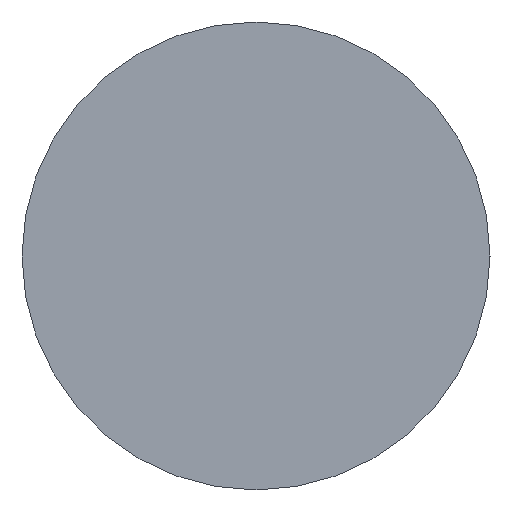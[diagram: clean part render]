
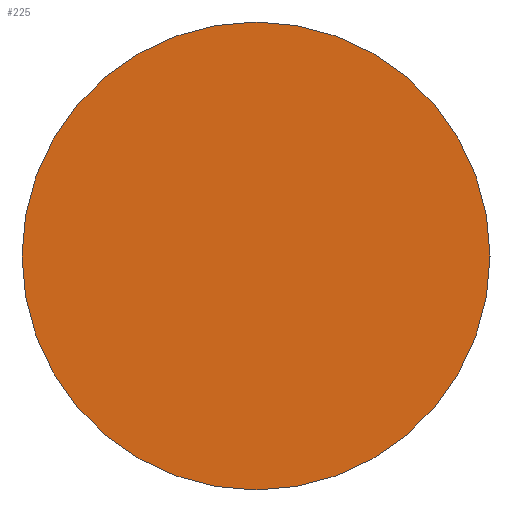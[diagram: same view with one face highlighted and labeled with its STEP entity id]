
A CAD part, left-side view. The second image highlights one B-rep face of the part: STEP entity #225.
In plain terms, the highlighted planar face has unit normal (-1, 0, 0).
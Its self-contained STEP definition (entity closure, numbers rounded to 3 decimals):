
#4 = DIRECTION ( 'NONE',  ( -1., 0., 0. ) ) ;
#42 = EDGE_CURVE ( 'NONE', #363, #85, #125, .T. ) ;
#58 = EDGE_CURVE ( 'NONE', #85, #363, #345, .T. ) ;
#69 = DIRECTION ( 'NONE',  ( 0., 0., -1. ) ) ;
#85 = VERTEX_POINT ( 'NONE', #222 ) ;
#95 = AXIS2_PLACEMENT_3D ( 'NONE', #126, #220, #69 ) ;
#125 = CIRCLE ( 'NONE', #281, 12.7 ) ;
#126 = CARTESIAN_POINT ( 'NONE',  ( 0., 12.7, 0. ) ) ;
#154 = PLANE ( 'NONE',  #95 ) ;
#164 = DIRECTION ( 'NONE',  ( -1., 0., 0. ) ) ;
#195 = DIRECTION ( 'NONE',  ( 0., 0., 1. ) ) ;
#204 = FACE_OUTER_BOUND ( 'NONE', #268, .T. ) ;
#220 = DIRECTION ( 'NONE',  ( 1., 0., 0. ) ) ;
#222 = CARTESIAN_POINT ( 'NONE',  ( 0., 0., 12.7 ) ) ;
#224 = CARTESIAN_POINT ( 'NONE',  ( 0., 0., 0. ) ) ;
#225 = ADVANCED_FACE ( 'NONE', ( #204 ), #154, .F. ) ;
#268 = EDGE_LOOP ( 'NONE', ( #323, #354 ) ) ;
#281 = AXIS2_PLACEMENT_3D ( 'NONE', #378, #164, #341 ) ;
#311 = CARTESIAN_POINT ( 'NONE',  ( 0., 0., -12.7 ) ) ;
#323 = ORIENTED_EDGE ( 'NONE', *, *, #58, .T. ) ;
#341 = DIRECTION ( 'NONE',  ( 0., 0., 1. ) ) ;
#345 = CIRCLE ( 'NONE', #366, 12.7 ) ;
#354 = ORIENTED_EDGE ( 'NONE', *, *, #42, .T. ) ;
#363 = VERTEX_POINT ( 'NONE', #311 ) ;
#366 = AXIS2_PLACEMENT_3D ( 'NONE', #224, #4, #195 ) ;
#378 = CARTESIAN_POINT ( 'NONE',  ( 0., 0., 0. ) ) ;
